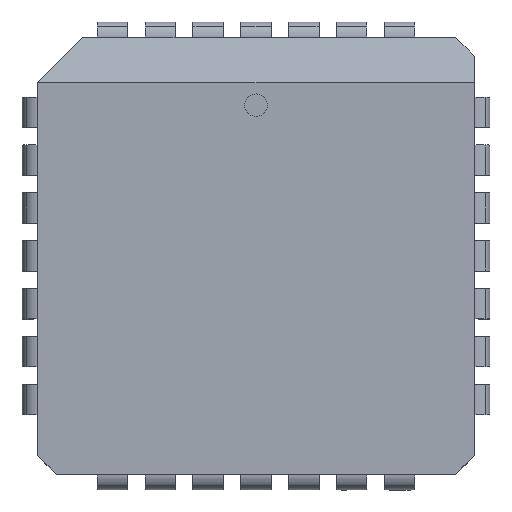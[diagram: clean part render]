
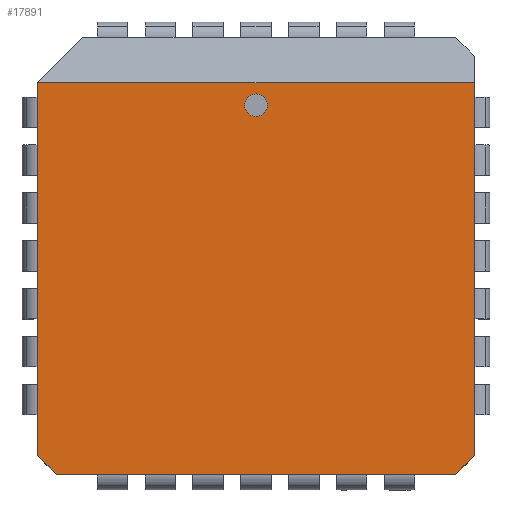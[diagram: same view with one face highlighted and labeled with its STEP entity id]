
A CAD part, top view. The second image highlights one B-rep face of the part: STEP entity #17891.
In plain terms, the highlighted planar face has unit normal (0, 0, 1).
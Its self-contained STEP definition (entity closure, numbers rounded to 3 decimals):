
#17724=CARTESIAN_POINT('',(0.3,3.99,4.6));
#17725=VERTEX_POINT('',#17724);
#17741=CARTESIAN_POINT('',(-0.3,3.99,4.6));
#17742=VERTEX_POINT('',#17741);
#17749=CARTESIAN_POINT('',(0.,3.99,4.6));
#17750=DIRECTION('',(0.0,0.0,-1.0));
#17751=DIRECTION('',(1.0,0.0,0.0));
#17752=AXIS2_PLACEMENT_3D('',#17749,#17750,#17751);
#17753=CIRCLE('',#17752,0.3);
#17754=EDGE_CURVE('',#17725,#17742,#17753,.T.);
#17765=CARTESIAN_POINT('',(0.,3.99,4.6));
#17766=DIRECTION('',(0.0,0.0,-1.0));
#17767=DIRECTION('',(1.0,0.0,0.0));
#17768=AXIS2_PLACEMENT_3D('',#17765,#17766,#17767);
#17769=CIRCLE('',#17768,0.3);
#17770=EDGE_CURVE('',#17742,#17725,#17769,.T.);
#17816=CARTESIAN_POINT('',(-5.79,4.59,4.6));
#17817=VERTEX_POINT('',#17816);
#17824=CARTESIAN_POINT('',(5.79,4.59,4.6));
#17825=VERTEX_POINT('',#17824);
#17826=CARTESIAN_POINT('',(-5.79,4.59,4.6));
#17827=DIRECTION('',(1.0,0.0,0.0));
#17828=VECTOR('',#17827,11.58);
#17829=LINE('',#17826,#17828);
#17830=EDGE_CURVE('',#17817,#17825,#17829,.T.);
#17841=CARTESIAN_POINT('',(0.059,-0.059,4.6));
#17842=DIRECTION('',(0.0,0.0,1.0));
#17843=DIRECTION('',(1.0,0.0,0.0));
#17844=AXIS2_PLACEMENT_3D('',#17841,#17842,#17843);
#17845=PLANE('',#17844);
#17846=ORIENTED_EDGE('',*,*,#17830,.F.);
#17847=CARTESIAN_POINT('',(-5.79,-5.29,4.6));
#17848=VERTEX_POINT('',#17847);
#17849=CARTESIAN_POINT('',(-5.79,-5.29,4.6));
#17850=DIRECTION('',(0.0,1.0,0.0));
#17851=VECTOR('',#17850,9.88);
#17852=LINE('',#17849,#17851);
#17853=EDGE_CURVE('',#17848,#17817,#17852,.T.);
#17854=ORIENTED_EDGE('',*,*,#17853,.F.);
#17855=CARTESIAN_POINT('',(-5.29,-5.79,4.6));
#17856=VERTEX_POINT('',#17855);
#17857=CARTESIAN_POINT('',(-5.29,-5.79,4.6));
#17858=DIRECTION('',(-0.707,0.707,0.0));
#17859=VECTOR('',#17858,0.707);
#17860=LINE('',#17857,#17859);
#17861=EDGE_CURVE('',#17856,#17848,#17860,.T.);
#17862=ORIENTED_EDGE('',*,*,#17861,.F.);
#17863=CARTESIAN_POINT('',(5.29,-5.79,4.6));
#17864=VERTEX_POINT('',#17863);
#17865=CARTESIAN_POINT('',(5.29,-5.79,4.6));
#17866=DIRECTION('',(-1.0,0.0,0.0));
#17867=VECTOR('',#17866,10.58);
#17868=LINE('',#17865,#17867);
#17869=EDGE_CURVE('',#17864,#17856,#17868,.T.);
#17870=ORIENTED_EDGE('',*,*,#17869,.F.);
#17871=CARTESIAN_POINT('',(5.79,-5.29,4.6));
#17872=VERTEX_POINT('',#17871);
#17873=CARTESIAN_POINT('',(5.79,-5.29,4.6));
#17874=DIRECTION('',(-0.707,-0.707,0.0));
#17875=VECTOR('',#17874,0.707);
#17876=LINE('',#17873,#17875);
#17877=EDGE_CURVE('',#17872,#17864,#17876,.T.);
#17878=ORIENTED_EDGE('',*,*,#17877,.F.);
#17879=CARTESIAN_POINT('',(5.79,4.59,4.6));
#17880=DIRECTION('',(0.0,-1.0,0.0));
#17881=VECTOR('',#17880,9.88);
#17882=LINE('',#17879,#17881);
#17883=EDGE_CURVE('',#17825,#17872,#17882,.T.);
#17884=ORIENTED_EDGE('',*,*,#17883,.F.);
#17885=EDGE_LOOP('',(#17846,#17854,#17862,#17870,#17878,#17884));
#17886=FACE_OUTER_BOUND('',#17885,.T.);
#17887=ORIENTED_EDGE('',*,*,#17754,.T.);
#17888=ORIENTED_EDGE('',*,*,#17770,.T.);
#17889=EDGE_LOOP('',(#17887,#17888));
#17890=FACE_BOUND('',#17889,.T.);
#17891=ADVANCED_FACE('',(#17886,#17890),#17845,.T.);
